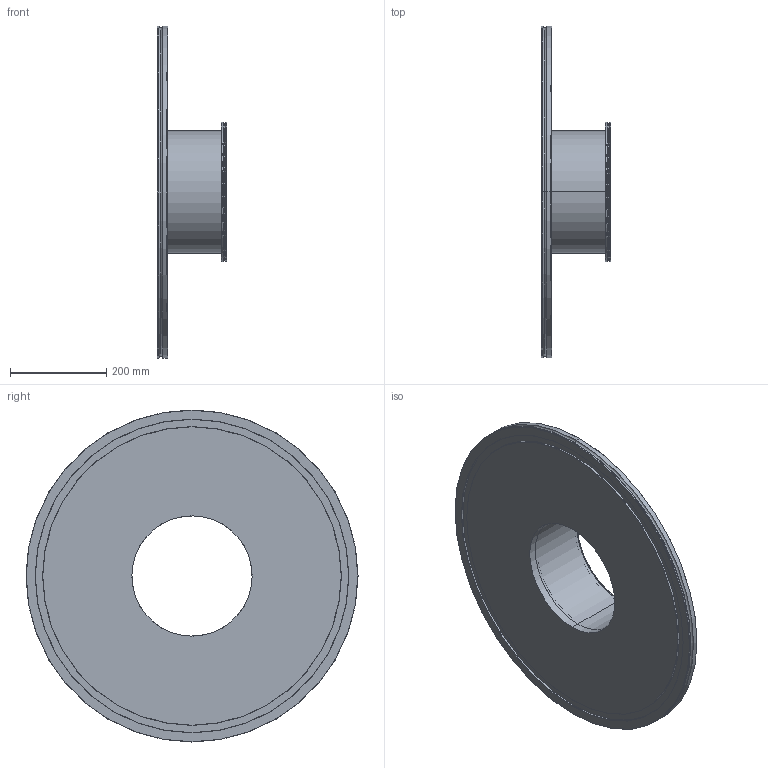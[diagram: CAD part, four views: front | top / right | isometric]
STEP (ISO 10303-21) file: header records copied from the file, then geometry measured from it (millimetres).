
FILE_DESCRIPTION (( 'STEP AP214' ), '1' );
FILE_NAME ('Hositrad_ISO250-630R.STEP', '2017-06-06T09:20:42', ( 'Gebruiker' ), ( '' ), 'SwSTEP 2.0', 'SolidWorks 2017', '' );
FILE_SCHEMA (( 'AUTOMOTIVE_DESIGN' ));
Length unit declared in the file: millimetre
Products named in the file (4): ISO-K-Weld-All_ISO630-254; ISO-K-Weld-All_ISO250-254; ISO-K-Reducer-Tube-All_ISO250-400R; Hositrad_ISO250-630R
Assembly tree (3 placements, depth 2):
  Hositrad_ISO250-630R
    ISO-K-Reducer-Tube-All_ISO250-400R
    ISO-K-Weld-All_ISO250-254
    ISO-K-Weld-All_ISO630-254
Bounding box: 145 x 690 x 690 mm (x, y, z)
Volume: 7274270.7 mm3; surface area: 1003864.2 mm2
Topology: 3 solids, 3 shells, 79 faces, 158 edges, 94 vertices
Faces by surface type: cylinder 34, cone 22, plane 15, torus 8
Entity records: 2228 total; most frequent: DIRECTION 430, CARTESIAN_POINT 337, ORIENTED_EDGE 316, AXIS2_PLACEMENT_3D 187, EDGE_CURVE 158, CIRCLE 102, VERTEX_POINT 94, EDGE_LOOP 94
